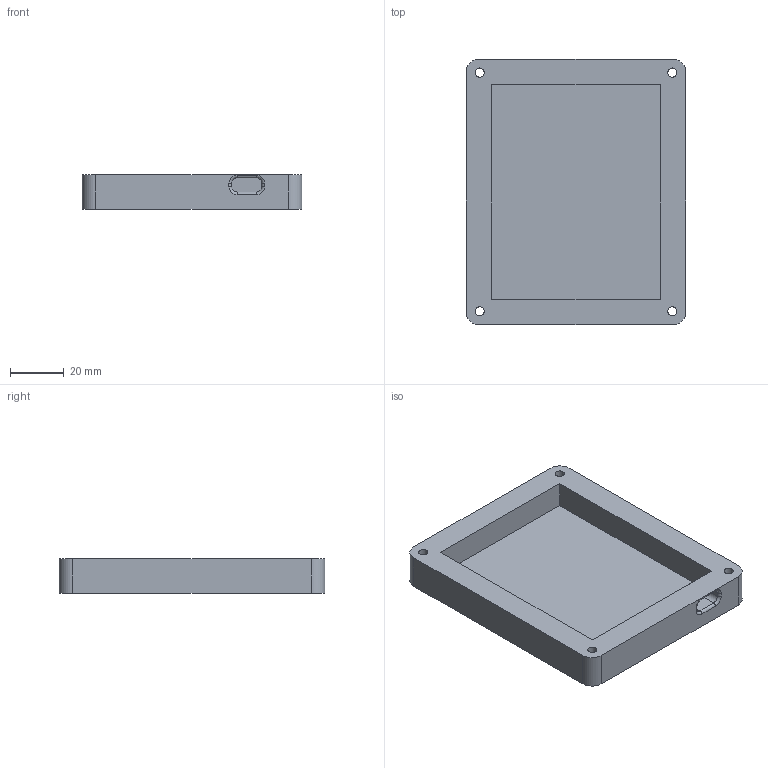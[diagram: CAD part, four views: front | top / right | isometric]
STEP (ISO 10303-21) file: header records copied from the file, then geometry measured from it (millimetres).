
FILE_DESCRIPTION(/* description */ (''),/* implementation_level */ '2;1');
FILE_NAME(/* name */ 'bottom.step',/* time_stamp */ '2025-07-10T19:19:39-05:00',/* author */ (''),/* organization */ (''),/* preprocessor_version */ 'ST-DEVELOPER v20.1',/* originating_system */ 'Autodesk Translation Framework v14.10.0.0',/* authorisation */ '');
FILE_SCHEMA (('AUTOMOTIVE_DESIGN { 1 0 10303 214 3 1 1 }'));
Length unit declared in the file: millimetre
Products named in the file (2): 2025-07-10-19-06-07-873; 2025-07-10-19-07-30-591
Assembly tree (1 placements, depth 2):
  2025-07-10-19-06-07-873
    2025-07-10-19-07-30-591
Bounding box: 81.7 x 98.83 x 13 mm (x, y, z)
Volume: 53384.6 mm3; surface area: 24267.7 mm2
Topology: 1 solids, 1 shells, 51 faces, 116 edges, 72 vertices
Faces by surface type: cylinder 24, plane 19, torus 8
Full cylindrical faces by diameter (mm): 3.4 x4, 6 x4
Entity records: 1511 total; most frequent: DIRECTION 280, CARTESIAN_POINT 242, ORIENTED_EDGE 232, EDGE_CURVE 116, AXIS2_PLACEMENT_3D 110, VERTEX_POINT 72, EDGE_LOOP 66, LINE 60
